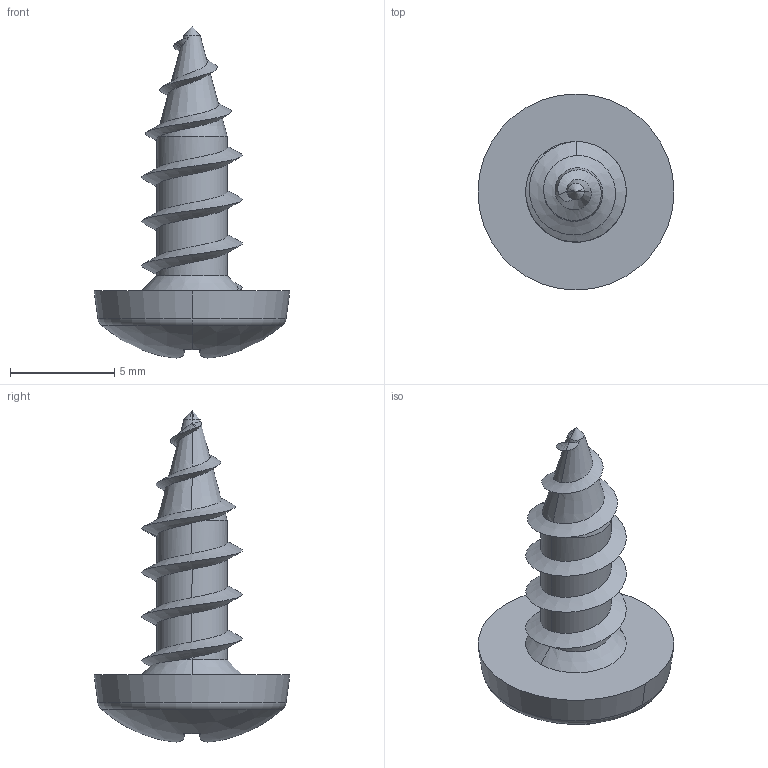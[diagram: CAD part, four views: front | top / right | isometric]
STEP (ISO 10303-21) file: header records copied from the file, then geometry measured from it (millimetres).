
FILE_DESCRIPTION (( 'STEP AP203' ), '1' );
FILE_NAME ('B00GIBP3KM.3D.STEP', '2013-12-25T06:26:16', ( 'COMP' ), ( 'KTL' ), 'SwSTEP 2.0', 'SolidWorks 2010', '' );
FILE_SCHEMA (( 'CONFIG_CONTROL_DESIGN' ));
Length unit declared in the file: millimetre
Products named in the file (1): B00GIBP3KM.3D
Bounding box: 9.4 x 9.4 x 15.92 mm (x, y, z)
Volume: 243.1 mm3; surface area: 378.4 mm2
Topology: 1 solids, 1 shells, 55 faces, 146 edges, 91 vertices
Faces by surface type: bspline 24, cone 16, cylinder 9, sphere 2, torus 2, plane 2
Entity records: 3724 total; most frequent: CARTESIAN_POINT 2438, ORIENTED_EDGE 286, DIRECTION 203, EDGE_CURVE 143, VERTEX_POINT 91, AXIS2_PLACEMENT_3D 69, VECTOR 65, LINE 65
